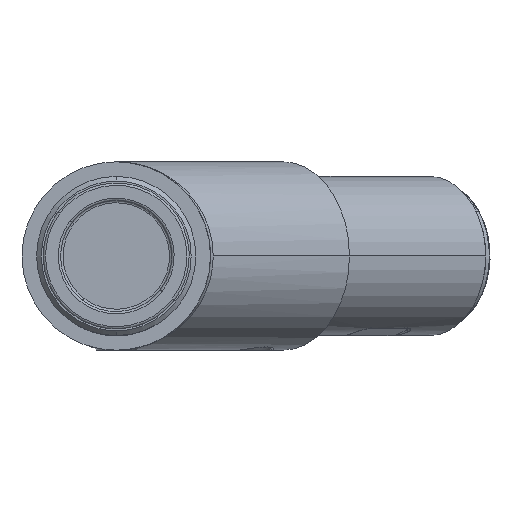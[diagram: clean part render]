
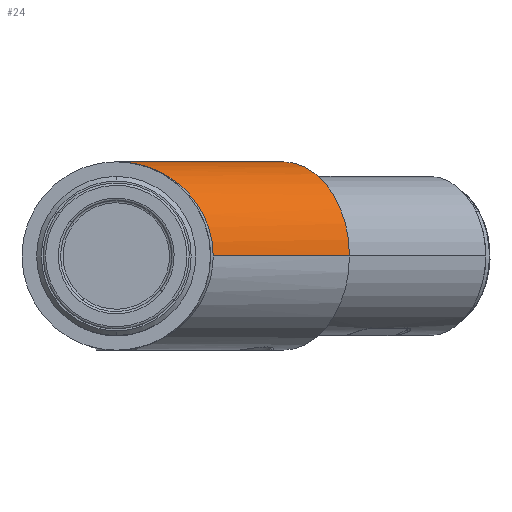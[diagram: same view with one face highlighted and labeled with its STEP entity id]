
A CAD part, left-side view. The second image highlights one B-rep face of the part: STEP entity #24.
In plain terms, the highlighted cylindrical face has radius 20 mm (diameter 40 mm), a partial arc.
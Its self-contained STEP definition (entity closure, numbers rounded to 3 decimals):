
#24 = ADVANCED_FACE ( 'NONE', ( #8566 ), #2387, .T. ) ;
#65 = DIRECTION ( 'NONE',  ( -0.707, -0.707, 0. ) ) ;
#299 =( BOUNDED_CURVE ( )  B_SPLINE_CURVE ( 3, ( #1378, #4159, #11143, #5849 ),
 .UNSPECIFIED., .F., .F. ) 
 B_SPLINE_CURVE_WITH_KNOTS ( ( 4, 4 ),
 ( 3.142, 4.712 ),
 .UNSPECIFIED. ) 
 CURVE ( )  GEOMETRIC_REPRESENTATION_ITEM ( )  RATIONAL_B_SPLINE_CURVE ( ( 1., 0.805, 0.805, 1. ) ) 
 REPRESENTATION_ITEM ( '' )  );
#448 = CARTESIAN_POINT ( 'NONE',  ( 48.669, -22.042, 6.746 ) ) ;
#719 = EDGE_CURVE ( 'NONE', #2314, #9322, #299, .T. ) ;
#807 = EDGE_CURVE ( 'NONE', #11441, #3953, #2911, .T. ) ;
#1378 = CARTESIAN_POINT ( 'NONE',  ( -7.698, -20.586, 0. ) ) ;
#1439 = EDGE_CURVE ( 'NONE', #9322, #3953, #6791, .T. ) ;
#1552 = ORIENTED_EDGE ( 'NONE', *, *, #719, .F. ) ;
#2314 = VERTEX_POINT ( 'NONE', #10476 ) ;
#2387 = CYLINDRICAL_SURFACE ( 'NONE', #4198, 20. ) ;
#2410 = VECTOR ( 'NONE', #7051, 1000. ) ;
#2523 = ORIENTED_EDGE ( 'NONE', *, *, #1439, .F. ) ;
#2604 = CARTESIAN_POINT ( 'NONE',  ( 0., 0., 20. ) ) ;
#2911 = CIRCLE ( 'NONE', #4399, 20. ) ;
#3953 = VERTEX_POINT ( 'NONE', #10409 ) ;
#4159 = CARTESIAN_POINT ( 'NONE',  ( -7.698, -20.586, 11.716 ) ) ;
#4198 = AXIS2_PLACEMENT_3D ( 'NONE', #5936, #5405, #65 ) ;
#4399 = AXIS2_PLACEMENT_3D ( 'NONE', #8818, #6022, #7071 ) ;
#4620 = EDGE_CURVE ( 'NONE', #11441, #2314, #7809, .T. ) ;
#5013 = ORIENTED_EDGE ( 'NONE', *, *, #807, .T. ) ;
#5405 = DIRECTION ( 'NONE',  ( -0.707, 0.707, 0. ) ) ;
#5849 = CARTESIAN_POINT ( 'NONE',  ( 0., 0., 20. ) ) ;
#5936 = CARTESIAN_POINT ( 'NONE',  ( 35.355, -35.355, 0. ) ) ;
#6022 = DIRECTION ( 'NONE',  ( -0.707, 0.707, 0. ) ) ;
#6043 = EDGE_LOOP ( 'NONE', ( #11419, #5013, #2523, #1552 ) ) ;
#6791 =( BOUNDED_CURVE ( )  B_SPLINE_CURVE ( 3, ( #7429, #8430, #10864, #448 ),
 .UNSPECIFIED., .F., .T. ) 
 B_SPLINE_CURVE_WITH_KNOTS ( ( 4, 4 ),
 ( 1.571, 2.798 ),
 .UNSPECIFIED. ) 
 CURVE ( )  GEOMETRIC_REPRESENTATION_ITEM ( )  RATIONAL_B_SPLINE_CURVE ( ( 1., 0.878, 0.878, 1. ) ) 
 REPRESENTATION_ITEM ( '' )  );
#7051 = DIRECTION ( 'NONE',  ( -0.707, 0.707, 0. ) ) ;
#7071 = DIRECTION ( 'NONE',  ( 0., 0., 1. ) ) ;
#7429 = CARTESIAN_POINT ( 'NONE',  ( 0., 0., 20. ) ) ;
#7809 = LINE ( 'NONE', #11474, #2410 ) ;
#8277 = CARTESIAN_POINT ( 'NONE',  ( 21.213, -49.497, 0. ) ) ;
#8430 = CARTESIAN_POINT ( 'NONE',  ( 22.584, -10.228, 20. ) ) ;
#8566 = FACE_OUTER_BOUND ( 'NONE', #6043, .T. ) ;
#8818 = CARTESIAN_POINT ( 'NONE',  ( 35.355, -35.355, 0. ) ) ;
#9322 = VERTEX_POINT ( 'NONE', #2604 ) ;
#10409 = CARTESIAN_POINT ( 'NONE',  ( 48.669, -22.042, 6.746 ) ) ;
#10476 = CARTESIAN_POINT ( 'NONE',  ( -7.698, -20.586, 0. ) ) ;
#10864 = CARTESIAN_POINT ( 'NONE',  ( 41.051, -18.592, 14.971 ) ) ;
#11143 = CARTESIAN_POINT ( 'NONE',  ( -4.51, -12.059, 20. ) ) ;
#11419 = ORIENTED_EDGE ( 'NONE', *, *, #4620, .F. ) ;
#11441 = VERTEX_POINT ( 'NONE', #8277 ) ;
#11474 = CARTESIAN_POINT ( 'NONE',  ( 21.213, -49.497, 0. ) ) ;
